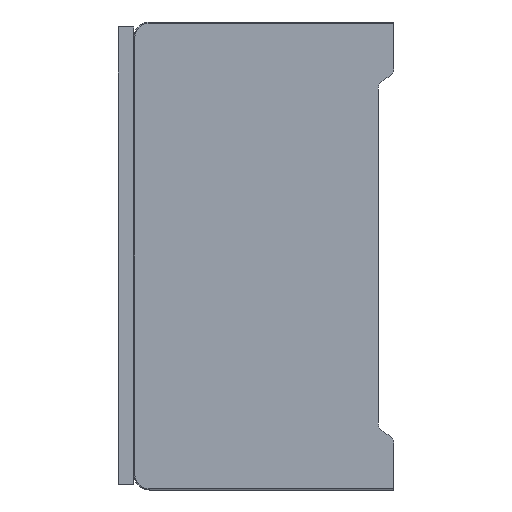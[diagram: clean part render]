
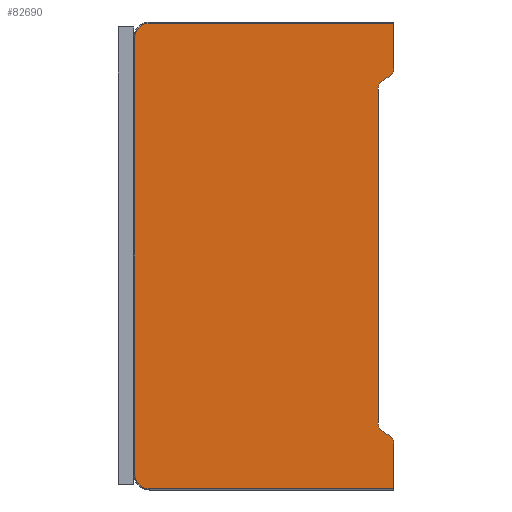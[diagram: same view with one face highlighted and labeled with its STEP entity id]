
A CAD part, left-side view. The second image highlights one B-rep face of the part: STEP entity #82690.
In plain terms, the highlighted planar face has unit normal (-1, 0, 0).
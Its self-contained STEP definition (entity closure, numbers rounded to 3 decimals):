
#27985=DIRECTION('',(0.,0.,1.));
#27986=VECTOR('',#27985,64.226);
#27987=CARTESIAN_POINT('',(0.,3.,-77.113));
#27988=LINE('',#27987,#27986);
#28025=DIRECTION('',(0.,0.,1.));
#28026=VECTOR('',#28025,8.8);
#28027=CARTESIAN_POINT('',(0.,0.,-9.));
#28028=LINE('',#28027,#28026);
#28043=CARTESIAN_POINT('',(0.,1.732,-9.));
#28044=DIRECTION('',(1.,0.,0.));
#28045=DIRECTION('',(0.,-1.,0.));
#28046=AXIS2_PLACEMENT_3D('',#28043,#28044,#28045);
#28048=DIRECTION('',(0.,0.866,-0.5));
#28049=VECTOR('',#28048,1.309);
#28050=CARTESIAN_POINT('',(0.,0.866,-10.5));
#28051=LINE('',#28050,#28049);
#28052=CARTESIAN_POINT('',(0.,1.,-12.887));
#28053=DIRECTION('',(-1.,0.,0.));
#28054=DIRECTION('',(0.,0.5,0.866));
#28055=AXIS2_PLACEMENT_3D('',#28052,#28053,#28054);
#28057=CARTESIAN_POINT('',(0.,1.,-77.113));
#28058=DIRECTION('',(-1.,0.,0.));
#28059=DIRECTION('',(0.,1.,0.));
#28060=AXIS2_PLACEMENT_3D('',#28057,#28058,#28059);
#28062=DIRECTION('',(0.,-0.866,-0.5));
#28063=VECTOR('',#28062,1.309);
#28064=CARTESIAN_POINT('',(0.,2.,
-78.845));
#28065=LINE('',#28064,#28063);
#28066=CARTESIAN_POINT('',(0.,1.732,-81.));
#28067=DIRECTION('',(1.,0.,0.));
#28068=DIRECTION('',(0.,-0.5,0.866));
#28069=AXIS2_PLACEMENT_3D('',#28066,#28067,#28068);
#28071=CARTESIAN_POINT('',(0.,47.,-87.));
#28072=DIRECTION('',(1.,0.,0.));
#28073=DIRECTION('',(0.,0.,-1.));
#28074=AXIS2_PLACEMENT_3D('',#28071,#28072,#28073);
#28076=CARTESIAN_POINT('',(0.,47.,-3.));
#28077=DIRECTION('',(1.,0.,0.));
#28078=DIRECTION('',(0.,1.,0.));
#28079=AXIS2_PLACEMENT_3D('',#28076,#28077,#28078);
#28081=DIRECTION('',(0.,1.,0.));
#28082=VECTOR('',#28081,47.);
#28083=CARTESIAN_POINT('',(0.,0.,-0.2));
#28084=LINE('',#28083,#28082);
#28108=DIRECTION('',(0.,0.,-1.));
#28109=VECTOR('',#28108,84.);
#28110=CARTESIAN_POINT('',(0.,49.8,
-3.));
#28111=LINE('',#28110,#28109);
#28131=DIRECTION('',(0.,-1.,0.));
#28132=VECTOR('',#28131,47.);
#28133=CARTESIAN_POINT('',(0.,47.,
-89.8));
#28134=LINE('',#28133,#28132);
#28145=DIRECTION('',(0.,0.,1.));
#28146=VECTOR('',#28145,8.8);
#28147=CARTESIAN_POINT('',(0.,0.,-89.8));
#28148=LINE('',#28147,#28146);
#34925=CARTESIAN_POINT('',(0.,49.8,-87.));
#34926=VERTEX_POINT('',#34925);
#34927=CARTESIAN_POINT('',(0.,47.,
-89.8));
#34928=VERTEX_POINT('',#34927);
#34929=CARTESIAN_POINT('',(0.,49.8,-3.));
#34930=VERTEX_POINT('',#34929);
#34931=CARTESIAN_POINT('',(0.,47.,-0.2));
#34932=VERTEX_POINT('',#34931);
#34933=CARTESIAN_POINT('',(0.,0.,-0.2));
#34935=VERTEX_POINT('',#34933);
#34937=CARTESIAN_POINT('',(0.,0.,-9.));
#34939=VERTEX_POINT('',#34937);
#34947=CARTESIAN_POINT('',(0.,0.866,-10.5));
#34948=VERTEX_POINT('',#34947);
#37149=CARTESIAN_POINT('',(0.,3.,-12.887));
#37150=VERTEX_POINT('',#37149);
#37151=CARTESIAN_POINT('',(0.,3.,-77.113));
#37152=VERTEX_POINT('',#37151);
#37157=CARTESIAN_POINT('',(0.,2.,
-11.155));
#37158=VERTEX_POINT('',#37157);
#37159=CARTESIAN_POINT('',(0.,2.,
-78.845));
#37160=VERTEX_POINT('',#37159);
#37161=CARTESIAN_POINT('',(0.,0.866,-79.5));
#37162=VERTEX_POINT('',#37161);
#37163=CARTESIAN_POINT('',(0.,0.,-81.));
#37164=VERTEX_POINT('',#37163);
#37165=CARTESIAN_POINT('',(0.,0.,-89.8));
#37166=VERTEX_POINT('',#37165);
#82660=CARTESIAN_POINT('',(0.,24.9,-45.));
#82661=DIRECTION('',(1.,0.,0.));
#82662=DIRECTION('',(0.,0.,1.));
#82663=AXIS2_PLACEMENT_3D('',#82660,#82661,#82662);
#82664=PLANE('',#82663);
#82666=ORIENTED_EDGE('',*,*,#82665,.F.);
#82667=ORIENTED_EDGE('',*,*,#82648,.F.);
#82668=ORIENTED_EDGE('',*,*,#82637,.T.);
#82669=ORIENTED_EDGE('',*,*,#82622,.T.);
#82670=ORIENTED_EDGE('',*,*,#82607,.T.);
#82671=ORIENTED_EDGE('',*,*,#82581,.F.);
#82673=ORIENTED_EDGE('',*,*,#82672,.T.);
#82675=ORIENTED_EDGE('',*,*,#82674,.T.);
#82677=ORIENTED_EDGE('',*,*,#82676,.T.);
#82679=ORIENTED_EDGE('',*,*,#82678,.F.);
#82681=ORIENTED_EDGE('',*,*,#82680,.F.);
#82683=ORIENTED_EDGE('',*,*,#82682,.T.);
#82685=ORIENTED_EDGE('',*,*,#82684,.F.);
#82687=ORIENTED_EDGE('',*,*,#82686,.T.);
#82688=EDGE_LOOP('',(#82666,#82667,#82668,#82669,#82670,#82671,#82673,#82675,
#82677,#82679,#82681,#82683,#82685,#82687));
#82689=FACE_OUTER_BOUND('',#82688,.F.);
#28047=CIRCLE('',#28046,1.732);
#28056=CIRCLE('',#28055,2.);
#28061=CIRCLE('',#28060,2.);
#28070=CIRCLE('',#28069,1.732);
#28075=CIRCLE('',#28074,2.8);
#28080=CIRCLE('',#28079,2.8);
#82581=EDGE_CURVE('',#37152,#37150,#27988,.T.);
#82607=EDGE_CURVE('',#37158,#37150,#28056,.T.);
#82622=EDGE_CURVE('',#34948,#37158,#28051,.T.);
#82637=EDGE_CURVE('',#34939,#34948,#28047,.T.);
#82648=EDGE_CURVE('',#34939,#34935,#28028,.T.);
#82665=EDGE_CURVE('',#34935,#34932,#28084,.T.);
#82672=EDGE_CURVE('',#37152,#37160,#28061,.T.);
#82674=EDGE_CURVE('',#37160,#37162,#28065,.T.);
#82676=EDGE_CURVE('',#37162,#37164,#28070,.T.);
#82678=EDGE_CURVE('',#37166,#37164,#28148,.T.);
#82680=EDGE_CURVE('',#34928,#37166,#28134,.T.);
#82682=EDGE_CURVE('',#34928,#34926,#28075,.T.);
#82684=EDGE_CURVE('',#34930,#34926,#28111,.T.);
#82686=EDGE_CURVE('',#34930,#34932,#28080,.T.);
#82690=ADVANCED_FACE('',(#82689),#82664,.F.);
